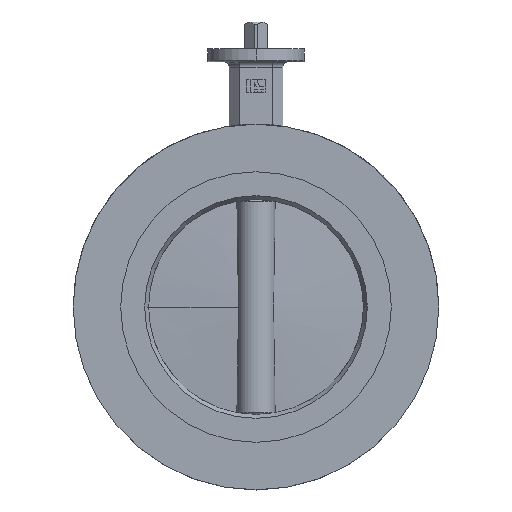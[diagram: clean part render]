
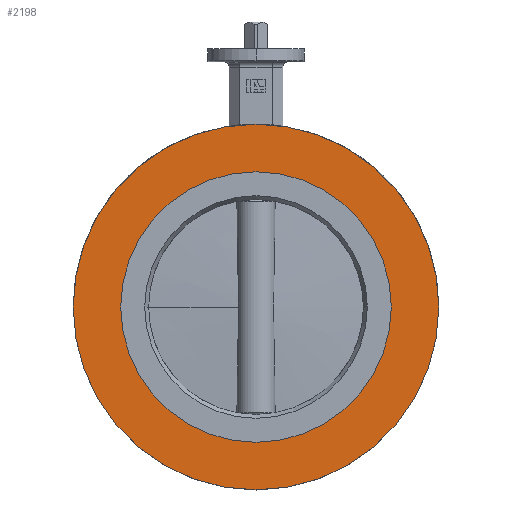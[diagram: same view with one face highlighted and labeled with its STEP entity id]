
A CAD part, top view. The second image highlights one B-rep face of the part: STEP entity #2198.
In plain terms, the highlighted planar face has unit normal (0, 0, 1).
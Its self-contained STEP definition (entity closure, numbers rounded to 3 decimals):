
#80 = CARTESIAN_POINT ( 'NONE',  ( 0., 0., 30. ) ) ;
#81 = DIRECTION ( 'NONE',  ( 0., 0., 1. ) ) ;
#82 = DIRECTION ( 'NONE',  ( 1., 0., 0. ) ) ;
#262 = CARTESIAN_POINT ( 'NONE',  ( 0., 0., 30. ) ) ;
#263 = DIRECTION ( 'NONE',  ( 0., 0., -1. ) ) ;
#264 = DIRECTION ( 'NONE',  ( -1., 0., 0. ) ) ;
#295 = CARTESIAN_POINT ( 'NONE',  ( 170., 0., 30. ) ) ;
#735 = FACE_BOUND ( 'NONE', #3617, .T. ) ;
#746 = FACE_OUTER_BOUND ( 'NONE', #3609, .T. ) ;
#923 = AXIS2_PLACEMENT_3D ( 'NONE', #2003, #2004, #1999 ) ;
#948 = AXIS2_PLACEMENT_3D ( 'NONE', #4396, #4397, #4398 ) ;
#949 = AXIS2_PLACEMENT_3D ( 'NONE', #4400, #4401, #4402 ) ;
#969 = AXIS2_PLACEMENT_3D ( 'NONE', #80, #81, #82 ) ;
#987 = AXIS2_PLACEMENT_3D ( 'NONE', #262, #263, #264 ) ;
#1239 = CIRCLE ( 'NONE', #948, 170. ) ;
#1240 = CIRCLE ( 'NONE', #949, 125.75 ) ;
#1330 = CIRCLE ( 'NONE', #969, 125.75 ) ;
#1388 = CIRCLE ( 'NONE', #987, 170. ) ;
#1888 = CARTESIAN_POINT ( 'NONE',  ( -125.75, 0., 30. ) ) ;
#1946 = CARTESIAN_POINT ( 'NONE',  ( 125.75, 0., 30. ) ) ;
#1973 = CARTESIAN_POINT ( 'NONE',  ( -170., 0., 30. ) ) ;
#1999 = DIRECTION ( 'NONE',  ( 1., 0., 0. ) ) ;
#2001 = PLANE ( 'NONE',  #923 ) ;
#2003 = CARTESIAN_POINT ( 'NONE',  ( 0., 0., 30. ) ) ;
#2004 = DIRECTION ( 'NONE',  ( 0., 0., 1. ) ) ;
#2031 = ORIENTED_EDGE ( 'NONE', *, *, #3261, .F. ) ;
#2032 = ORIENTED_EDGE ( 'NONE', *, *, #3329, .F. ) ;
#2033 = ORIENTED_EDGE ( 'NONE', *, *, #3478, .F. ) ;
#2034 = ORIENTED_EDGE ( 'NONE', *, *, #3260, .F. ) ;
#2198 = ADVANCED_FACE ( 'NONE', ( #735, #746 ), #2001, .T. ) ;
#2229 = VERTEX_POINT ( 'NONE', #1973 ) ;
#2245 = VERTEX_POINT ( 'NONE', #1946 ) ;
#2370 = VERTEX_POINT ( 'NONE', #1888 ) ;
#3260 = EDGE_CURVE ( 'NONE', #3603, #2229, #1239, .T. ) ;
#3261 = EDGE_CURVE ( 'NONE', #2245, #2370, #1240, .T. ) ;
#3329 = EDGE_CURVE ( 'NONE', #2370, #2245, #1330, .T. ) ;
#3478 = EDGE_CURVE ( 'NONE', #2229, #3603, #1388, .T. ) ;
#3603 = VERTEX_POINT ( 'NONE', #295 ) ;
#3609 = EDGE_LOOP ( 'NONE', ( #2033, #2034 ) ) ;
#3617 = EDGE_LOOP ( 'NONE', ( #2031, #2032 ) ) ;
#4396 = CARTESIAN_POINT ( 'NONE',  ( 0., 0., 30. ) ) ;
#4397 = DIRECTION ( 'NONE',  ( 0., 0., -1. ) ) ;
#4398 = DIRECTION ( 'NONE',  ( -1., 0., 0. ) ) ;
#4400 = CARTESIAN_POINT ( 'NONE',  ( 0., 0., 30. ) ) ;
#4401 = DIRECTION ( 'NONE',  ( 0., 0., 1. ) ) ;
#4402 = DIRECTION ( 'NONE',  ( 1., 0., 0. ) ) ;
